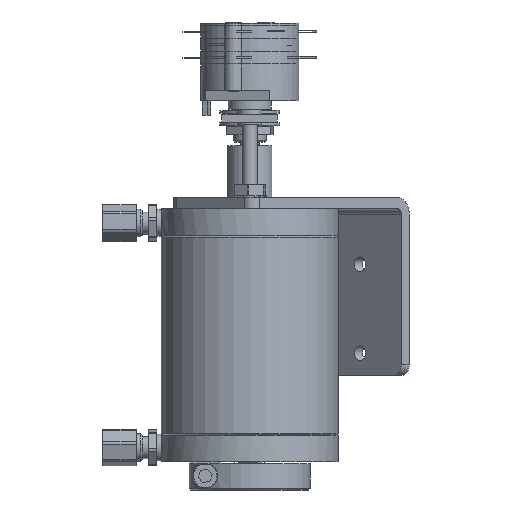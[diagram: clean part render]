
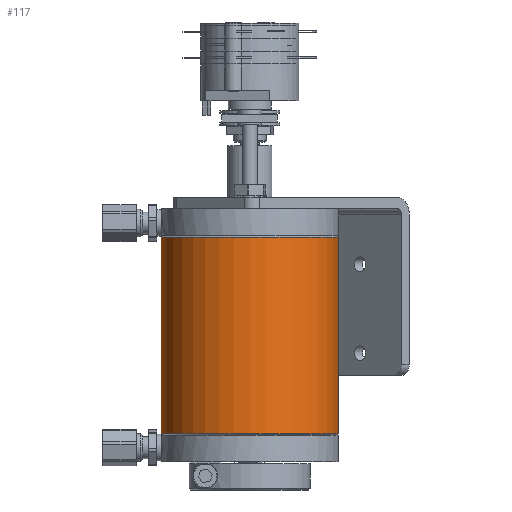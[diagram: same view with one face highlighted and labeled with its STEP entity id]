
A CAD part, left-side view. The second image highlights one B-rep face of the part: STEP entity #117.
In plain terms, the highlighted cylindrical face has radius 25.345 mm (diameter 50.69 mm), a full revolution.
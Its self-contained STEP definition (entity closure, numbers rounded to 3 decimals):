
#86=CARTESIAN_POINT('',(25.345,0.,0.439));
#87=VERTEX_POINT('',#86);
#88=CARTESIAN_POINT('',(0.0,0.0,0.439));
#89=DIRECTION('',(0.0,0.0,-1.0));
#90=DIRECTION('',(-1.0,0.0,0.0));
#91=AXIS2_PLACEMENT_3D('',#88,#89,#90);
#92=CIRCLE('',#91,25.345);
#93=EDGE_CURVE('',#87,#87,#92,.T.);
#98=CARTESIAN_POINT('',(0.0,0.0,0.0));
#99=DIRECTION('',(0.0,0.0,1.0));
#100=DIRECTION('',(-1.0,0.0,0.0));
#101=AXIS2_PLACEMENT_3D('',#98,#99,#100);
#102=CYLINDRICAL_SURFACE('',#101,25.345);
#103=ORIENTED_EDGE('',*,*,#93,.F.);
#104=EDGE_LOOP('',(#103));
#105=FACE_OUTER_BOUND('',#104,.T.);
#106=CARTESIAN_POINT('',(25.345,0.,56.651));
#107=VERTEX_POINT('',#106);
#108=CARTESIAN_POINT('',(0.0,0.0,56.651));
#109=DIRECTION('',(0.0,0.0,1.0));
#110=DIRECTION('',(-1.0,0.0,0.0));
#111=AXIS2_PLACEMENT_3D('',#108,#109,#110);
#112=CIRCLE('',#111,25.345);
#113=EDGE_CURVE('',#107,#107,#112,.T.);
#114=ORIENTED_EDGE('',*,*,#113,.F.);
#115=EDGE_LOOP('',(#114));
#116=FACE_BOUND('',#115,.T.);
#117=ADVANCED_FACE('',(#105,#116),#102,.T.);
